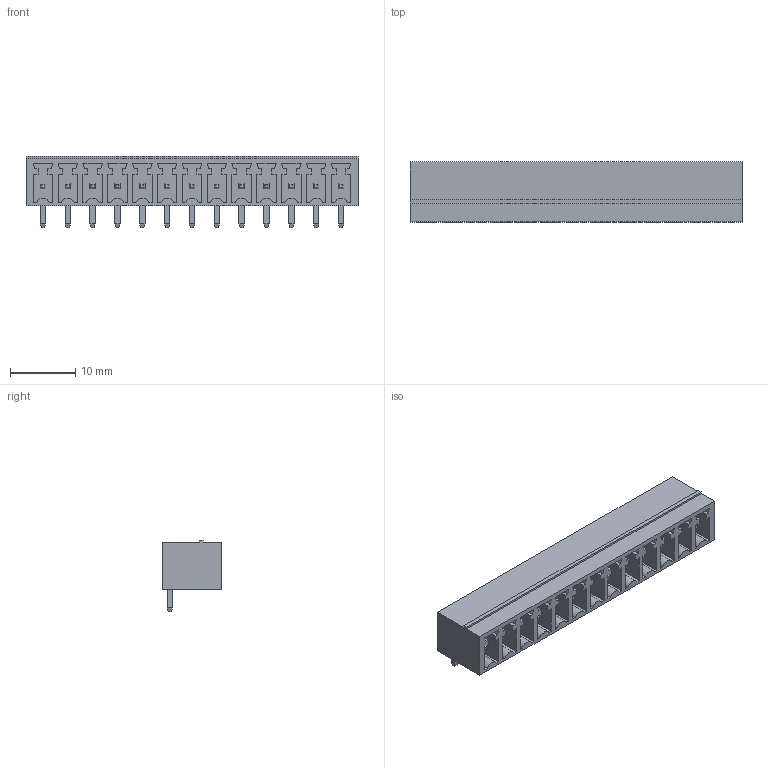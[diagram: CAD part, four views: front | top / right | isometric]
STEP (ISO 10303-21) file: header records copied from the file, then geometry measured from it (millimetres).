
FILE_DESCRIPTION(/* description */ ('model of PhoenixContact_MC-G_13x3.81mm_Angled.'),/* implementation_level */ FILE_NAME(/* name */ 'PhoenixContact_MC-G_13x3.81mm_Angled..stp',/* time_stamp */ '2017-02-23T22:00:02',/* author */ ('Rene Poeschl',''),/* organization */ (''),/* preprocessor_version */ '',/* originating_system */ '',/* authorisation */ '');
FILE_NAME(/* name */ 'PhoenixContact_MC-G_13x3.81mm_Angled..stp',/* time_stamp */ '2017-02-23T22:00:02',/* author */ ('Rene Poeschl',''),/* organization */ (''),/* preprocessor_version */ '',/* originating_system */ '',/* authorisation */ '');
FILE_SCHEMA(('AUTOMOTIVE_DESIGN_CC2 { 1 2 10303 214 -1 1 5 4 }'));
Length unit declared in the file: millimetre
Products named in the file (1): MC_01x13_G_3_81mm
Bounding box: 50.92 x 9.2 x 10.95 mm (x, y, z)
Volume: 2143.8 mm3; surface area: 3999.9 mm2
Topology: 1 solids, 1 shells, 439 faces, 1090 edges, 692 vertices
Faces by surface type: plane 426, cylinder 13
Entity records: 29725 total; most frequent: CARTESIAN_POINT 4688, DIRECTION 3955, LINE 3010, VECTOR 3010, ORIENTED_EDGE 2180, PCURVE 2180, DEFINITIONAL_REPRESENTATION 2180, EDGE_CURVE 1090
